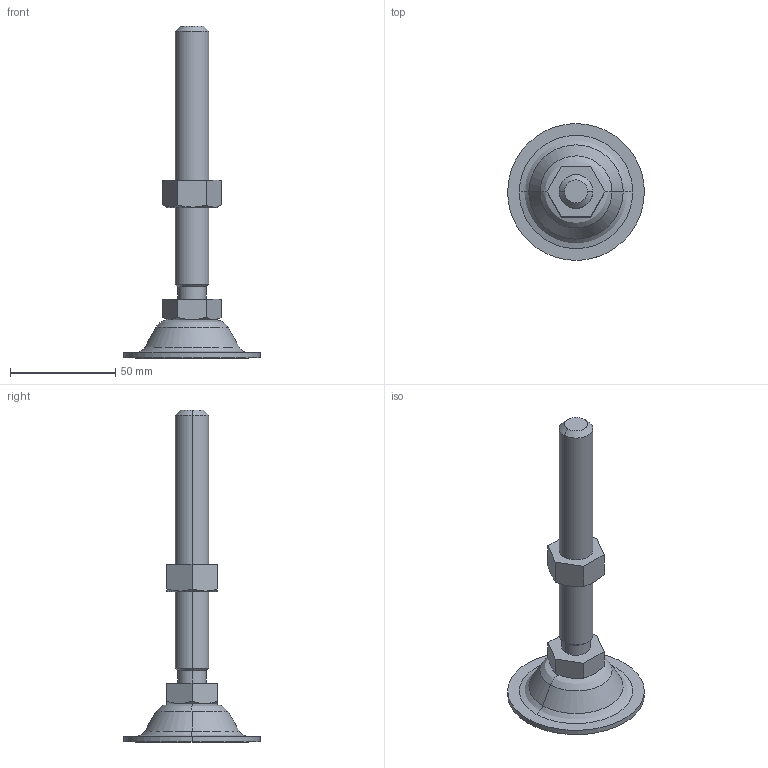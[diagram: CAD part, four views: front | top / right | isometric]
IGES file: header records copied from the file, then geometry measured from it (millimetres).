
Start section: ------------------------------------------------------------------------
Global section: file name: PC001.2768.TM_372S_7_19908.igs; native system: spGate; preprocessor: ver18.9.1 (****-****-****-****); author: Unknown; organization: Unknown; date: 220520.174935; units: millimetre
Bounding box: 65 x 64.92 x 158 mm (x, y, z)
Volume: 49799.6 mm3; surface area: 21045 mm2
Topology: 3 solids, 3 shells, 90 faces, 208 edges, 132 vertices
Faces by surface type: bspline 90
